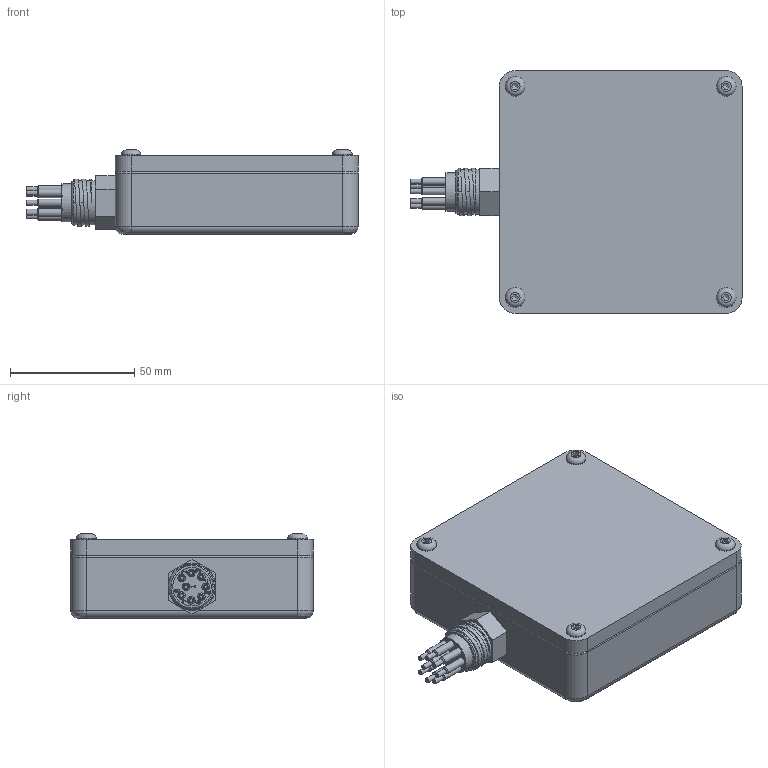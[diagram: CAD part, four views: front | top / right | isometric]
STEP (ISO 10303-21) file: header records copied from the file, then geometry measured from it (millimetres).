
FILE_DESCRIPTION(/* description */ (''),/* implementation_level */ '2;1');
FILE_NAME(/* name */ 'AR104_Fusion4_Panel.stp',/* time_stamp */ '2022-10-05T14:57:47-04:00',/* author */ ('lfrey'),/* organization */ (''),/* preprocessor_version */ 'ST-DEVELOPER v19',/* originating_system */ 'Autodesk Inventor 2023',/* authorisation */ '');
FILE_SCHEMA (('AUTOMOTIVE_DESIGN { 1 0 10303 214 3 1 1 }'));
Length unit declared in the file: inch
Products named in the file (1): Fusion4_Panel
Bounding box: 133.79 x 97.79 x 34.06 mm (x, y, z)
Volume: 265317.5 mm3; surface area: 57354.9 mm2
Topology: 2 solids, 7 shells, 620 faces, 1541 edges, 983 vertices
Faces by surface type: plane 214, cylinder 203, bspline 111, torus 49, cone 42, sphere 1
Full cylindrical faces by diameter (mm): 1.5 x12, 1.7 x18, 1.702 x8, 2 x8, 2.474 x8, 2.642 x8, 3 x8, 3.302 x4, 4.166 x4, 4.318 x4, 6.581 x1, 7.468 x1, 7.925 x4, 7.938 x1, 9.5 x1, 9.728 x14, 12.5 x1, 15.5 x1, 16 x1, 17.9 x2, 19 x2, 39.37 x4
Entity records: 30464 total; most frequent: CARTESIAN_POINT 15737, ORIENTED_EDGE 3066, DIRECTION 2622, EDGE_CURVE 1533, VERTEX_POINT 983, AXIS2_PLACEMENT_3D 956, LINE 710, VECTOR 710
